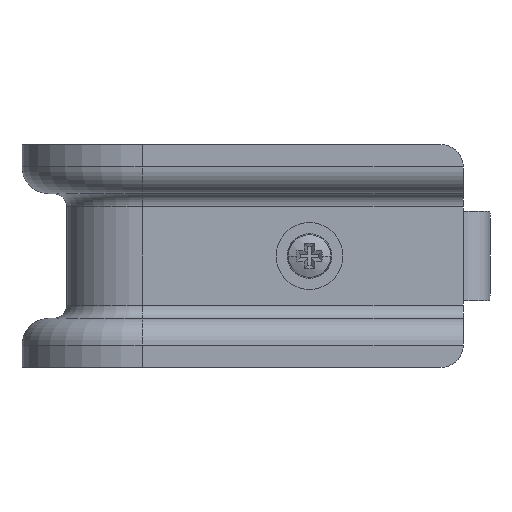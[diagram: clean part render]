
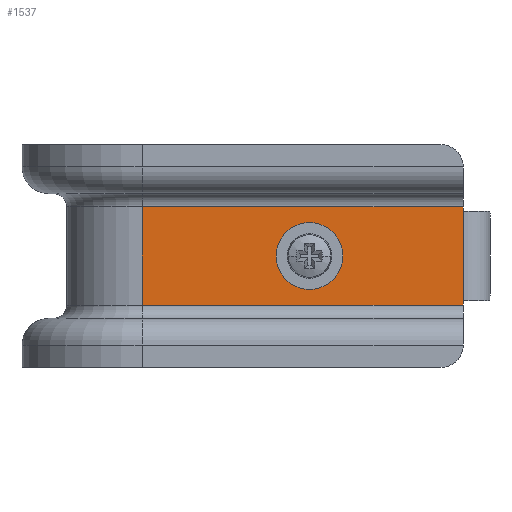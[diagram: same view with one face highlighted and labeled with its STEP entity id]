
A CAD part, front view. The second image highlights one B-rep face of the part: STEP entity #1537.
In plain terms, the highlighted planar face has unit normal (0, -1, 0).
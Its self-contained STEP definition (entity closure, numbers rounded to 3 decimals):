
#44 = DIRECTION ( 'NONE',  ( 0., 0., -1. ) ) ;
#222 = CARTESIAN_POINT ( 'NONE',  ( 0., 10., -10. ) ) ;
#404 = VECTOR ( 'NONE', #2719, 1000. ) ;
#431 = DIRECTION ( 'NONE',  ( 1., 0., 0. ) ) ;
#474 = ORIENTED_EDGE ( 'NONE', *, *, #2893, .F. ) ;
#484 = VECTOR ( 'NONE', #3364, 1000. ) ;
#490 = LINE ( 'NONE', #2097, #2736 ) ;
#540 = CARTESIAN_POINT ( 'NONE',  ( -72., 10., 11. ) ) ;
#807 = CARTESIAN_POINT ( 'NONE',  ( -72., 10., 11. ) ) ;
#924 = CARTESIAN_POINT ( 'NONE',  ( -34.5, 10., 0. ) ) ;
#950 = LINE ( 'NONE', #3532, #3077 ) ;
#1083 = EDGE_CURVE ( 'NONE', #1291, #2881, #3616, .T. ) ;
#1133 = EDGE_CURVE ( 'NONE', #1991, #3660, #1226, .T. ) ;
#1199 = LINE ( 'NONE', #3285, #404 ) ;
#1219 = DIRECTION ( 'NONE',  ( 1., 0., 0. ) ) ;
#1226 = CIRCLE ( 'NONE', #2598, 5.5 ) ;
#1262 = CARTESIAN_POINT ( 'NONE',  ( 0., 10., 10. ) ) ;
#1275 = CARTESIAN_POINT ( 'NONE',  ( -29., 10., 0. ) ) ;
#1283 = LINE ( 'NONE', #1356, #484 ) ;
#1291 = VERTEX_POINT ( 'NONE', #222 ) ;
#1292 = DIRECTION ( 'NONE',  ( 0., 1., 0. ) ) ;
#1356 = CARTESIAN_POINT ( 'NONE',  ( -72., 10., -11. ) ) ;
#1415 = VECTOR ( 'NONE', #1834, 1000. ) ;
#1458 = ORIENTED_EDGE ( 'NONE', *, *, #1598, .T. ) ;
#1483 = ORIENTED_EDGE ( 'NONE', *, *, #1083, .T. ) ;
#1509 = ORIENTED_EDGE ( 'NONE', *, *, #2846, .F. ) ;
#1537 = ADVANCED_FACE ( 'NONE', ( #3761, #1555 ), #3619, .T. ) ;
#1555 = FACE_OUTER_BOUND ( 'NONE', #1997, .T. ) ;
#1577 = CARTESIAN_POINT ( 'NONE',  ( -34.5, 10., 0. ) ) ;
#1598 = EDGE_CURVE ( 'NONE', #2814, #2726, #1283, .T. ) ;
#1709 = VERTEX_POINT ( 'NONE', #2871 ) ;
#1719 = ORIENTED_EDGE ( 'NONE', *, *, #1933, .T. ) ;
#1758 = VECTOR ( 'NONE', #2574, 1000. ) ;
#1820 = CARTESIAN_POINT ( 'NONE',  ( 0., 10., -10. ) ) ;
#1834 = DIRECTION ( 'NONE',  ( 0., 0., 1. ) ) ;
#1864 = AXIS2_PLACEMENT_3D ( 'NONE', #1876, #2176, #431 ) ;
#1876 = CARTESIAN_POINT ( 'NONE',  ( -72., 10., 11. ) ) ;
#1933 = EDGE_CURVE ( 'NONE', #2027, #2814, #950, .T. ) ;
#1991 = VERTEX_POINT ( 'NONE', #1275 ) ;
#1997 = EDGE_LOOP ( 'NONE', ( #1509, #3746, #1719, #1458, #474, #1483 ) ) ;
#2027 = VERTEX_POINT ( 'NONE', #807 ) ;
#2097 = CARTESIAN_POINT ( 'NONE',  ( 0., 10., 11. ) ) ;
#2108 = EDGE_CURVE ( 'NONE', #2027, #1709, #3390, .T. ) ;
#2157 = CARTESIAN_POINT ( 'NONE',  ( -40., 10., 0. ) ) ;
#2176 = DIRECTION ( 'NONE',  ( 0., -1., 0. ) ) ;
#2387 = CARTESIAN_POINT ( 'NONE',  ( -72., 10., -11. ) ) ;
#2400 = ORIENTED_EDGE ( 'NONE', *, *, #3485, .T. ) ;
#2416 = DIRECTION ( 'NONE',  ( 0., 0., -1. ) ) ;
#2574 = DIRECTION ( 'NONE',  ( 1., 0., 0. ) ) ;
#2598 = AXIS2_PLACEMENT_3D ( 'NONE', #1577, #1292, #2970 ) ;
#2719 = DIRECTION ( 'NONE',  ( 0., 0., -1. ) ) ;
#2726 = VERTEX_POINT ( 'NONE', #3148 ) ;
#2736 = VECTOR ( 'NONE', #2416, 1000. ) ;
#2814 = VERTEX_POINT ( 'NONE', #2387 ) ;
#2846 = EDGE_CURVE ( 'NONE', #1709, #2881, #490, .T. ) ;
#2871 = CARTESIAN_POINT ( 'NONE',  ( 0., 10., 11. ) ) ;
#2881 = VERTEX_POINT ( 'NONE', #1262 ) ;
#2893 = EDGE_CURVE ( 'NONE', #1291, #2726, #1199, .T. ) ;
#2953 = CIRCLE ( 'NONE', #3297, 5.5 ) ;
#2957 = DIRECTION ( 'NONE',  ( 0., 1., 0. ) ) ;
#2970 = DIRECTION ( 'NONE',  ( 1., 0., 0. ) ) ;
#3015 = EDGE_LOOP ( 'NONE', ( #2400, #3525 ) ) ;
#3077 = VECTOR ( 'NONE', #44, 1000. ) ;
#3148 = CARTESIAN_POINT ( 'NONE',  ( 0., 10., -11. ) ) ;
#3285 = CARTESIAN_POINT ( 'NONE',  ( 0., 10., 11. ) ) ;
#3297 = AXIS2_PLACEMENT_3D ( 'NONE', #924, #2957, #1219 ) ;
#3364 = DIRECTION ( 'NONE',  ( 1., 0., 0. ) ) ;
#3390 = LINE ( 'NONE', #540, #1758 ) ;
#3485 = EDGE_CURVE ( 'NONE', #3660, #1991, #2953, .T. ) ;
#3525 = ORIENTED_EDGE ( 'NONE', *, *, #1133, .T. ) ;
#3532 = CARTESIAN_POINT ( 'NONE',  ( -72., 10., 11. ) ) ;
#3616 = LINE ( 'NONE', #1820, #1415 ) ;
#3619 = PLANE ( 'NONE',  #1864 ) ;
#3660 = VERTEX_POINT ( 'NONE', #2157 ) ;
#3746 = ORIENTED_EDGE ( 'NONE', *, *, #2108, .F. ) ;
#3761 = FACE_BOUND ( 'NONE', #3015, .T. ) ;
